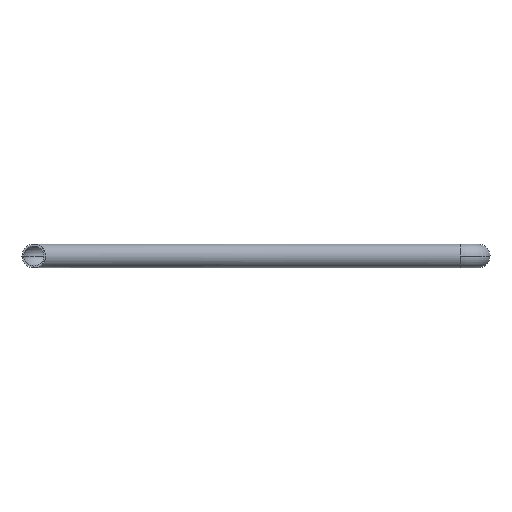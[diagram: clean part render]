
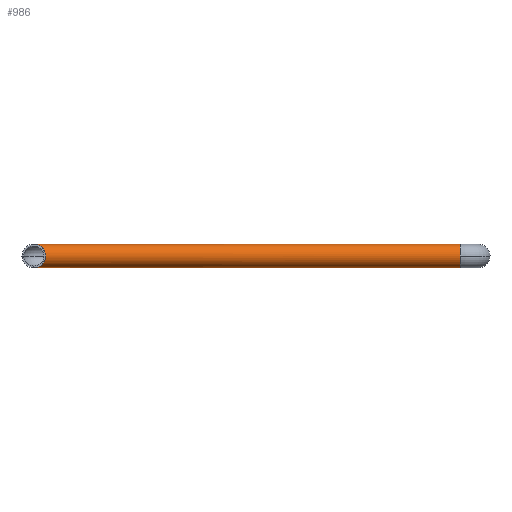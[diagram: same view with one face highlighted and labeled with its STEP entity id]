
A CAD part, front view. The second image highlights one B-rep face of the part: STEP entity #986.
In plain terms, the highlighted cylindrical face has radius 21.2 mm (diameter 42.4 mm), a partial arc.
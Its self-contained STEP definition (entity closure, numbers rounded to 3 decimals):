
#112 = CARTESIAN_POINT ( 'NONE',  ( -378.8, 437.8, 0. ) ) ;
#154 = CARTESIAN_POINT ( 'NONE',  ( 368., 459., 0. ) ) ;
#164 = CARTESIAN_POINT ( 'NONE',  ( 368., 459., -21.2 ) ) ;
#236 = AXIS2_PLACEMENT_3D ( 'NONE', #154, #589, #481 ) ;
#244 = EDGE_CURVE ( 'NONE', #894, #624, #1266, .T. ) ;
#246 = VERTEX_POINT ( 'NONE', #335 ) ;
#272 = EDGE_CURVE ( 'NONE', #806, #894, #1302, .T. ) ;
#302 = ORIENTED_EDGE ( 'NONE', *, *, #244, .F. ) ;
#309 = ORIENTED_EDGE ( 'NONE', *, *, #767, .F. ) ;
#335 = CARTESIAN_POINT ( 'NONE',  ( 368., 459., -21.2 ) ) ;
#336 = EDGE_LOOP ( 'NONE', ( #309, #562, #1175, #302, #410 ) ) ;
#352 = DIRECTION ( 'NONE',  ( 0., 0., 1. ) ) ;
#360 = DIRECTION ( 'NONE',  ( -1., 0., 0. ) ) ;
#410 = ORIENTED_EDGE ( 'NONE', *, *, #272, .F. ) ;
#424 = CARTESIAN_POINT ( 'NONE',  ( -378.8, 437.8, -12.419 ) ) ;
#429 = CARTESIAN_POINT ( 'NONE',  ( 368., 459., 0. ) ) ;
#462 = FACE_OUTER_BOUND ( 'NONE', #336, .T. ) ;
#464 = VERTEX_POINT ( 'NONE', #728 ) ;
#481 = DIRECTION ( 'NONE',  ( 0., 1., 0. ) ) ;
#526 = CARTESIAN_POINT ( 'NONE',  ( -387.581, 446.581, -21.2 ) ) ;
#536 = VECTOR ( 'NONE', #679, 1000. ) ;
#562 = ORIENTED_EDGE ( 'NONE', *, *, #1291, .F. ) ;
#589 = DIRECTION ( 'NONE',  ( 1., 0., 0. ) ) ;
#624 = VERTEX_POINT ( 'NONE', #717 ) ;
#632 = CARTESIAN_POINT ( 'NONE',  ( -400., 459., 21.2 ) ) ;
#669 = CARTESIAN_POINT ( 'NONE',  ( -378.8, 437.8, 0. ) ) ;
#679 = DIRECTION ( 'NONE',  ( -1., 0., 0. ) ) ;
#696 = LINE ( 'NONE', #164, #931 ) ;
#717 = CARTESIAN_POINT ( 'NONE',  ( -400., 459., 21.2 ) ) ;
#728 = CARTESIAN_POINT ( 'NONE',  ( 368., 459., 21.2 ) ) ;
#745 = CARTESIAN_POINT ( 'NONE',  ( -400., 459., -21.2 ) ) ;
#767 = EDGE_CURVE ( 'NONE', #246, #806, #696, .T. ) ;
#783 = LINE ( 'NONE', #1202, #536 ) ;
#806 = VERTEX_POINT ( 'NONE', #1029 ) ;
#839 = DIRECTION ( 'NONE',  ( -1., 0., 0. ) ) ;
#894 = VERTEX_POINT ( 'NONE', #669 ) ;
#931 = VECTOR ( 'NONE', #839, 1000. ) ;
#932 = EDGE_CURVE ( 'NONE', #464, #624, #783, .T. ) ;
#986 = ADVANCED_FACE ( 'NONE', ( #462 ), #1199, .T. ) ;
#1017 = CIRCLE ( 'NONE', #236, 21.2 ) ;
#1029 = CARTESIAN_POINT ( 'NONE',  ( -400., 459., -21.2 ) ) ;
#1066 = CARTESIAN_POINT ( 'NONE',  ( -378.8, 437.8, 12.419 ) ) ;
#1079 = AXIS2_PLACEMENT_3D ( 'NONE', #429, #360, #352 ) ;
#1146 = CARTESIAN_POINT ( 'NONE',  ( -387.581, 446.581, 21.2 ) ) ;
#1175 = ORIENTED_EDGE ( 'NONE', *, *, #932, .T. ) ;
#1199 = CYLINDRICAL_SURFACE ( 'NONE', #1079, 21.2 ) ;
#1202 = CARTESIAN_POINT ( 'NONE',  ( 368., 459., 21.2 ) ) ;
#1263 = CARTESIAN_POINT ( 'NONE',  ( -378.8, 437.8, 0. ) ) ;
#1266 =( BOUNDED_CURVE ( )  B_SPLINE_CURVE ( 3, ( #1263, #1066, #1146, #632 ),
 .UNSPECIFIED., .F., .T. ) 
 B_SPLINE_CURVE_WITH_KNOTS ( ( 4, 4 ),
 ( 3.142, 4.712 ),
 .UNSPECIFIED. ) 
 CURVE ( )  GEOMETRIC_REPRESENTATION_ITEM ( )  RATIONAL_B_SPLINE_CURVE ( ( 1., 0.805, 0.805, 1. ) ) 
 REPRESENTATION_ITEM ( '' )  );
#1291 = EDGE_CURVE ( 'NONE', #464, #246, #1017, .T. ) ;
#1302 =( BOUNDED_CURVE ( )  B_SPLINE_CURVE ( 3, ( #745, #526, #424, #112 ),
 .UNSPECIFIED., .F., .T. ) 
 B_SPLINE_CURVE_WITH_KNOTS ( ( 4, 4 ),
 ( 1.571, 3.142 ),
 .UNSPECIFIED. ) 
 CURVE ( )  GEOMETRIC_REPRESENTATION_ITEM ( )  RATIONAL_B_SPLINE_CURVE ( ( 1., 0.805, 0.805, 1. ) ) 
 REPRESENTATION_ITEM ( '' )  );
